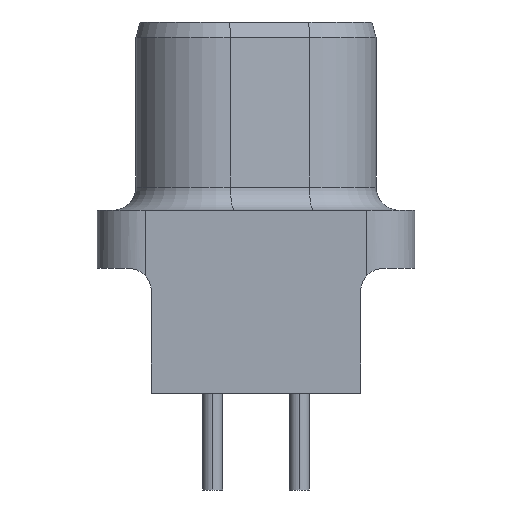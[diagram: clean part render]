
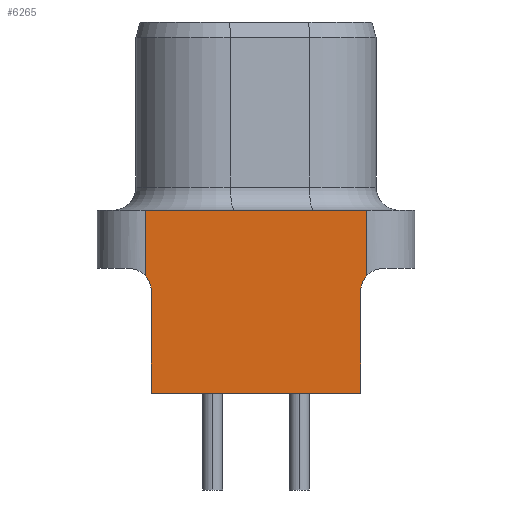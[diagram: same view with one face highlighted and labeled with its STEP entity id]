
A CAD part, left-side view. The second image highlights one B-rep face of the part: STEP entity #6265.
In plain terms, the highlighted planar face has unit normal (-1, 0, 0).
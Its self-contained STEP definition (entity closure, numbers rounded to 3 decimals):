
#1463=DIRECTION('',(0.,1.,0.));
#1464=VECTOR('',#1463,7.264);
#1465=CARTESIAN_POINT('',(-15.443,-3.632,-6.172));
#1466=LINE('',#1465,#1464);
#1550=DIRECTION('',(0.,0.,1.));
#1551=VECTOR('',#1550,2.149);
#1552=CARTESIAN_POINT('',(-15.443,-3.632,-8.321));
#1553=LINE('',#1552,#1551);
#1603=CARTESIAN_POINT('',(-15.443,3.632,-8.321));
#1605=CARTESIAN_POINT('',(-15.443,4.191,-8.839));
#1606=DIRECTION('',(1.,0.,0.));
#1607=DIRECTION('',(0.,-0.733,0.68));
#1608=AXIS2_PLACEMENT_3D('',#1605,#1606,#1607);
#1626=DIRECTION('',(0.,0.,-1.));
#1627=VECTOR('',#1626,2.149);
#1628=CARTESIAN_POINT('',(-15.443,3.632,-6.172));
#1629=LINE('',#1628,#1627);
#1630=DIRECTION('',(0.,1.,0.));
#1631=VECTOR('',#1630,6.858);
#1632=CARTESIAN_POINT('',(-15.443,-3.429,-12.167));
#1633=LINE('',#1632,#1631);
#1650=CARTESIAN_POINT('',(-15.443,-4.191,-8.839));
#1651=DIRECTION('',(1.,0.,0.));
#1652=DIRECTION('',(0.,1.,0.));
#1653=AXIS2_PLACEMENT_3D('',#1650,#1651,#1652);
#1698=DIRECTION('',(0.,0.,1.));
#1699=VECTOR('',#1698,3.327);
#1700=CARTESIAN_POINT('',(-15.443,-3.429,-12.167));
#1701=LINE('',#1700,#1699);
#1720=DIRECTION('',(0.,0.,1.));
#1721=VECTOR('',#1720,3.327);
#1722=CARTESIAN_POINT('',(-15.443,3.429,-12.167));
#1723=LINE('',#1722,#1721);
#3451=CARTESIAN_POINT('',(-15.443,-3.632,-6.172));
#3453=VERTEX_POINT('',#3451);
#3454=CARTESIAN_POINT('',(-15.443,3.632,-6.172));
#3455=VERTEX_POINT('',#3454);
#3484=CARTESIAN_POINT('',(-15.443,-3.429,-12.167));
#3485=VERTEX_POINT('',#3484);
#3496=CARTESIAN_POINT('',(-15.443,3.429,-12.167));
#3497=VERTEX_POINT('',#3496);
#3766=CARTESIAN_POINT('',(-15.443,3.429,-8.839));
#3768=VERTEX_POINT('',#3766);
#3775=CARTESIAN_POINT('',(-15.443,-3.429,-8.839));
#3777=VERTEX_POINT('',#3775);
#3778=VERTEX_POINT('',#1603);
#3782=CARTESIAN_POINT('',(-15.443,-3.632,-8.321));
#3783=VERTEX_POINT('',#3782);
#6246=CARTESIAN_POINT('',(-15.443,-3.632,-6.172));
#6247=DIRECTION('',(-1.,0.,0.));
#6248=DIRECTION('',(0.,1.,0.));
#6249=AXIS2_PLACEMENT_3D('',#6246,#6247,#6248);
#6250=PLANE('',#6249);
#6251=ORIENTED_EDGE('',*,*,#6173,.F.);
#6253=ORIENTED_EDGE('',*,*,#6252,.F.);
#6255=ORIENTED_EDGE('',*,*,#6254,.F.);
#6257=ORIENTED_EDGE('',*,*,#6256,.T.);
#6259=ORIENTED_EDGE('',*,*,#6258,.T.);
#6260=ORIENTED_EDGE('',*,*,#6220,.F.);
#6261=ORIENTED_EDGE('',*,*,#6236,.F.);
#6262=ORIENTED_EDGE('',*,*,#6125,.F.);
#6263=EDGE_LOOP('',(#6251,#6253,#6255,#6257,#6259,#6260,#6261,#6262));
#6264=FACE_OUTER_BOUND('',#6263,.F.);
#1609=CIRCLE('',#1608,0.762);
#1654=CIRCLE('',#1653,0.762);
#6125=EDGE_CURVE('',#3453,#3455,#1466,.T.);
#6173=EDGE_CURVE('',#3783,#3453,#1553,.T.);
#6220=EDGE_CURVE('',#3778,#3768,#1609,.T.);
#6236=EDGE_CURVE('',#3455,#3778,#1629,.T.);
#6252=EDGE_CURVE('',#3777,#3783,#1654,.T.);
#6254=EDGE_CURVE('',#3485,#3777,#1701,.T.);
#6256=EDGE_CURVE('',#3485,#3497,#1633,.T.);
#6258=EDGE_CURVE('',#3497,#3768,#1723,.T.);
#6265=ADVANCED_FACE('',(#6264),#6250,.T.);
